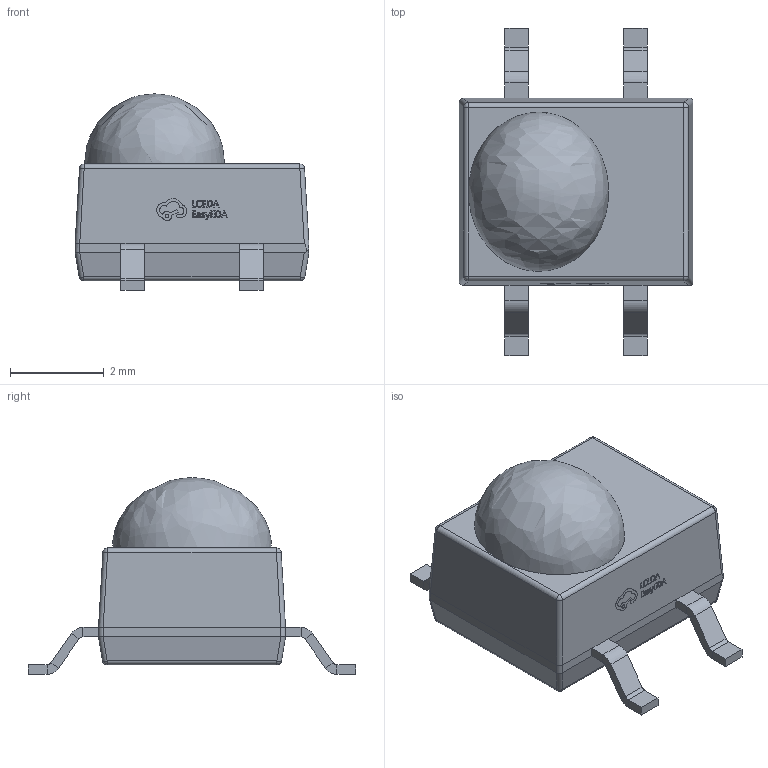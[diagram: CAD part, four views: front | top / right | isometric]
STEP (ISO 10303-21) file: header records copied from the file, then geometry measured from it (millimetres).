
FILE_DESCRIPTION (( 'STEP AP214' ), '1' );
FILE_NAME ('SENSOR-SMD_L5.0-W4.0-H4.0-LS7.0-P2.54.step', '2022-07-12T14:33:38', ( '' ), ( '' ), 'SwSTEP 2.0', 'SolidWorks 2020', '' );
FILE_SCHEMA (( 'AUTOMOTIVE_DESIGN' ));
Length unit declared in the file: millimetre
Products named in the file (1): SENSOR-SMD_L5.0-W4.0-H4.0-LS7.0-P2.54
Bounding box: 5 x 7 x 4.2 mm (x, y, z)
Volume: 56.6 mm3; surface area: 97.2 mm2
Topology: 1 solids, 1 shells, 412 faces, 1049 edges, 664 vertices
Faces by surface type: plane 257, bspline 113, cylinder 34, sphere 8
Entity records: 17333 total; most frequent: CARTESIAN_POINT 4303, ORIENTED_EDGE 2094, DIRECTION 1455, EDGE_CURVE 1047, VECTOR 743, LINE 743, VERTEX_POINT 664, EDGE_LOOP 439
